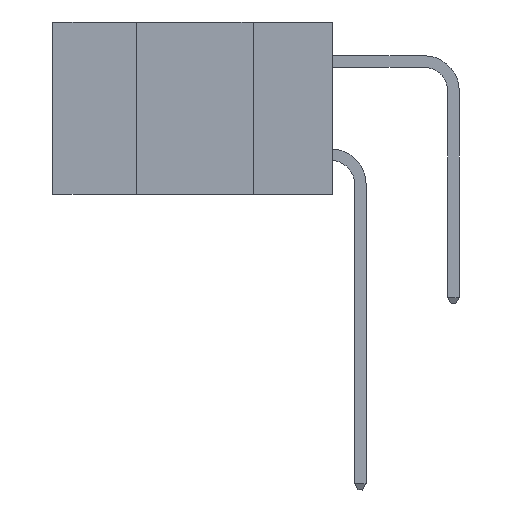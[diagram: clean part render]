
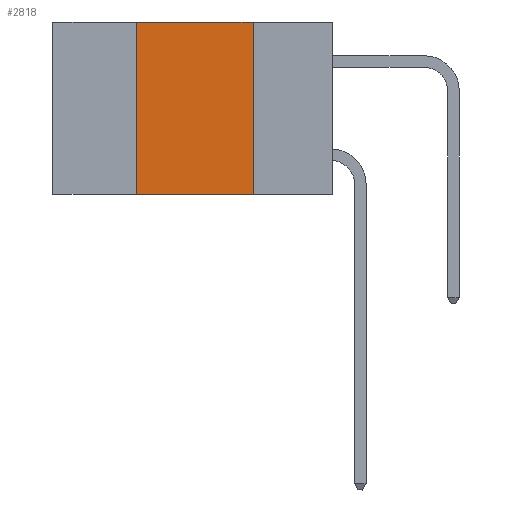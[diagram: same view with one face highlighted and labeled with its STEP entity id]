
A CAD part, left-side view. The second image highlights one B-rep face of the part: STEP entity #2818.
In plain terms, the highlighted planar face has unit normal (-1, 0, 0).
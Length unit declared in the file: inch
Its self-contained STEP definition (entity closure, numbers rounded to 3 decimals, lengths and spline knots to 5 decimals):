
#1658 = EDGE_CURVE ( 'NONE', #3768, #13619, #17001, .T. ) ;
#2437 = CARTESIAN_POINT ( 'NONE',  ( 0., 0.6, 0. ) ) ;
#2818 = ADVANCED_FACE ( 'NONE', ( #3703 ), #19780, .F. ) ;
#3129 = CARTESIAN_POINT ( 'NONE',  ( 0., 0.42, 0. ) ) ;
#3181 = VECTOR ( 'NONE', #10783, 39.37008 ) ;
#3654 = VECTOR ( 'NONE', #7586, 39.37008 ) ;
#3691 = CARTESIAN_POINT ( 'NONE',  ( 0., 0.42, 0. ) ) ;
#3703 = FACE_OUTER_BOUND ( 'NONE', #13838, .T. ) ;
#3768 = VERTEX_POINT ( 'NONE', #22339 ) ;
#7453 = DIRECTION ( 'NONE',  ( 0., -1., 0. ) ) ;
#7586 = DIRECTION ( 'NONE',  ( 0., 0., 1. ) ) ;
#8475 = DIRECTION ( 'NONE',  ( 0., 0., -1. ) ) ;
#9657 = ORIENTED_EDGE ( 'NONE', *, *, #11385, .F. ) ;
#9949 = LINE ( 'NONE', #24781, #20748 ) ;
#10783 = DIRECTION ( 'NONE',  ( 0., -1., 0. ) ) ;
#11044 = ORIENTED_EDGE ( 'NONE', *, *, #1658, .T. ) ;
#11385 = EDGE_CURVE ( 'NONE', #3768, #20392, #13875, .T. ) ;
#11801 = AXIS2_PLACEMENT_3D ( 'NONE', #2437, #21822, #8475 ) ;
#13493 = CARTESIAN_POINT ( 'NONE',  ( 0., 0.17, 0. ) ) ;
#13619 = VERTEX_POINT ( 'NONE', #16556 ) ;
#13838 = EDGE_LOOP ( 'NONE', ( #15582, #21323, #9657, #11044 ) ) ;
#13875 = LINE ( 'NONE', #3129, #3654 ) ;
#14476 = EDGE_CURVE ( 'NONE', #16846, #13619, #24046, .T. ) ;
#15582 = ORIENTED_EDGE ( 'NONE', *, *, #14476, .F. ) ;
#16286 = VECTOR ( 'NONE', #17005, 39.37008 ) ;
#16556 = CARTESIAN_POINT ( 'NONE',  ( 0., 0.17, -0.37 ) ) ;
#16846 = VERTEX_POINT ( 'NONE', #17733 ) ;
#17001 = LINE ( 'NONE', #24158, #3181 ) ;
#17005 = DIRECTION ( 'NONE',  ( 0., 0., -1. ) ) ;
#17733 = CARTESIAN_POINT ( 'NONE',  ( 0., 0.17, 0. ) ) ;
#19780 = PLANE ( 'NONE',  #11801 ) ;
#20392 = VERTEX_POINT ( 'NONE', #3691 ) ;
#20748 = VECTOR ( 'NONE', #7453, 39.37008 ) ;
#21323 = ORIENTED_EDGE ( 'NONE', *, *, #24760, .F. ) ;
#21822 = DIRECTION ( 'NONE',  ( 1., 0., 0. ) ) ;
#22339 = CARTESIAN_POINT ( 'NONE',  ( 0., 0.42, -0.37 ) ) ;
#24046 = LINE ( 'NONE', #13493, #16286 ) ;
#24158 = CARTESIAN_POINT ( 'NONE',  ( 0., 0.6, -0.37 ) ) ;
#24760 = EDGE_CURVE ( 'NONE', #20392, #16846, #9949, .T. ) ;
#24781 = CARTESIAN_POINT ( 'NONE',  ( 0., 0.6, 0. ) ) ;
